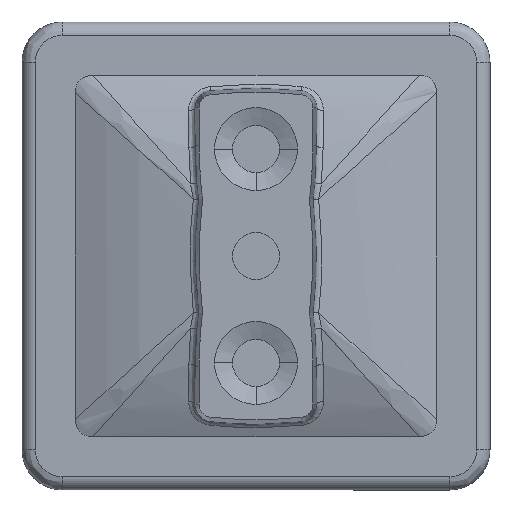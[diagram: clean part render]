
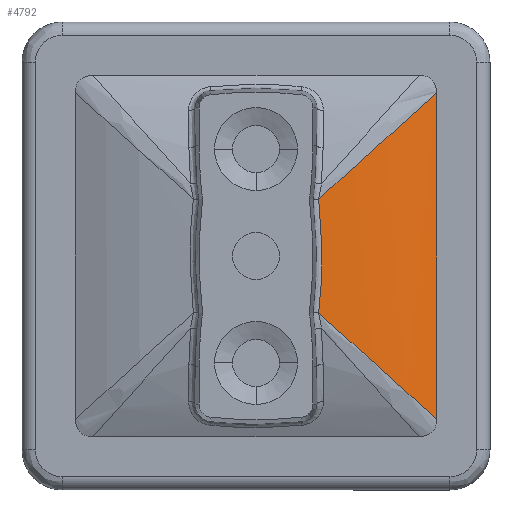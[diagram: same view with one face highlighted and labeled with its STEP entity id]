
A CAD part, front view. The second image highlights one B-rep face of the part: STEP entity #4792.
In plain terms, the highlighted cylindrical face has radius 30 mm (diameter 60 mm), a partial arc.
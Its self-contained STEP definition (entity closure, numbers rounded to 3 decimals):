
#28 = B_SPLINE_CURVE_WITH_KNOTS ( 'NONE', 3,
 ( #2313, #1121, #2725, #4412, #3707, #1319, #2482, #2925, #53, #83, #4069, #2055, #1292, #1264, #2028, #4862, #2140 ),
 .UNSPECIFIED., .F., .F.,
 ( 4, 2, 2, 1, 1, 1, 1, 1, 2, 2, 4 ),
 ( 0., 0.25, 0.375, 0.437, 0.469, 0.484, 0.492, 0.496, 0.498, 0.5, 1. ),
 .UNSPECIFIED. ) ;
#53 = CARTESIAN_POINT ( 'NONE',  ( 9.058, -1.73, -8.195 ) ) ;
#83 = CARTESIAN_POINT ( 'NONE',  ( 9.13, -1.709, -8.26 ) ) ;
#121 = CARTESIAN_POINT ( 'NONE',  ( 4.694, -2.694, 4.265 ) ) ;
#152 = CARTESIAN_POINT ( 'NONE',  ( 9.881, -1.471, 8.935 ) ) ;
#227 = CARTESIAN_POINT ( 'NONE',  ( 9.373, -1.634, 8.478 ) ) ;
#368 = CARTESIAN_POINT ( 'NONE',  ( 4.695, -2.694, -4.268 ) ) ;
#531 = EDGE_CURVE ( 'NONE', #2360, #3792, #1351, .T. ) ;
#559 = CARTESIAN_POINT ( 'NONE',  ( 4.693, -2.695, 4.262 ) ) ;
#592 = EDGE_CURVE ( 'NONE', #3792, #3795, #4160, .T. ) ;
#593 = CARTESIAN_POINT ( 'NONE',  ( 11.096, -1.04, 10.028 ) ) ;
#628 = DIRECTION ( 'NONE',  ( -1., 0., 0. ) ) ;
#630 = ORIENTED_EDGE ( 'NONE', *, *, #592, .T. ) ;
#776 = EDGE_CURVE ( 'NONE', #794, #2360, #1562, .T. ) ;
#794 = VERTEX_POINT ( 'NONE', #4901 ) ;
#852 = CYLINDRICAL_SURFACE ( 'NONE', #1789, 30. ) ;
#1107 = VERTEX_POINT ( 'NONE', #1211 ) ;
#1121 = CARTESIAN_POINT ( 'NONE',  ( 5.546, -2.572, -5.033 ) ) ;
#1179 = CARTESIAN_POINT ( 'NONE',  ( 4.694, -2.694, -4.265 ) ) ;
#1211 = CARTESIAN_POINT ( 'NONE',  ( 13.5, 0., -12.192 ) ) ;
#1264 = CARTESIAN_POINT ( 'NONE',  ( 9.196, -1.689, -8.318 ) ) ;
#1292 = CARTESIAN_POINT ( 'NONE',  ( 9.192, -1.69, -8.315 ) ) ;
#1319 = CARTESIAN_POINT ( 'NONE',  ( 8.362, -1.931, -7.568 ) ) ;
#1335 = CARTESIAN_POINT ( 'NONE',  ( 9.207, -1.685, 8.328 ) ) ;
#1351 = B_SPLINE_CURVE_WITH_KNOTS ( 'NONE', 3,
 ( #2590, #2201, #3398, #5048, #1457 ),
 .UNSPECIFIED., .F., .F.,
 ( 4, 1, 4 ),
 ( 0., 0.5, 1. ),
 .UNSPECIFIED. ) ;
#1358 = CARTESIAN_POINT ( 'NONE',  ( 13.5, 0., 12.192 ) ) ;
#1383 = CARTESIAN_POINT ( 'NONE',  ( 9.245, -1.674, 8.362 ) ) ;
#1385 = VERTEX_POINT ( 'NONE', #4430 ) ;
#1408 = VECTOR ( 'NONE', #4140, 1000. ) ;
#1409 = CARTESIAN_POINT ( 'NONE',  ( 9.287, -1.661, 8.401 ) ) ;
#1410 = CARTESIAN_POINT ( 'NONE',  ( 4.695, -2.694, -4.268 ) ) ;
#1422 = FACE_OUTER_BOUND ( 'NONE', #2298, .T. ) ;
#1457 = CARTESIAN_POINT ( 'NONE',  ( 4.692, -2.695, -4.258 ) ) ;
#1562 = B_SPLINE_CURVE_WITH_KNOTS ( 'NONE', 3,
 ( #3397, #121, #559, #3327 ),
 .UNSPECIFIED., .F., .F.,
 ( 4, 4 ),
 ( 0., 1. ),
 .UNSPECIFIED. ) ;
#1623 = ORIENTED_EDGE ( 'NONE', *, *, #531, .T. ) ;
#1663 = CARTESIAN_POINT ( 'NONE',  ( 4.692, -2.695, 4.258 ) ) ;
#1789 = AXIS2_PLACEMENT_3D ( 'NONE', #2463, #3663, #628 ) ;
#1833 = LINE ( 'NONE', #4958, #1408 ) ;
#2028 = CARTESIAN_POINT ( 'NONE',  ( 10.771, -1.207, -9.737 ) ) ;
#2055 = CARTESIAN_POINT ( 'NONE',  ( 9.181, -1.693, -8.306 ) ) ;
#2140 = CARTESIAN_POINT ( 'NONE',  ( 13.5, 0., -12.192 ) ) ;
#2179 = CARTESIAN_POINT ( 'NONE',  ( 12.17, -0.615, 10.995 ) ) ;
#2201 = CARTESIAN_POINT ( 'NONE',  ( 4.854, -2.671, 2.839 ) ) ;
#2206 = CARTESIAN_POINT ( 'NONE',  ( 9.543, -1.581, 8.631 ) ) ;
#2298 = EDGE_LOOP ( 'NONE', ( #3087, #4035, #1623, #630, #2570, #4672 ) ) ;
#2313 = CARTESIAN_POINT ( 'NONE',  ( 4.695, -2.694, -4.268 ) ) ;
#2317 = CARTESIAN_POINT ( 'NONE',  ( 4.692, -2.695, -4.258 ) ) ;
#2360 = VERTEX_POINT ( 'NONE', #1663 ) ;
#2463 = CARTESIAN_POINT ( 'NONE',  ( 0.423, 27., -6.75 ) ) ;
#2482 = CARTESIAN_POINT ( 'NONE',  ( 8.62, -1.859, -7.801 ) ) ;
#2570 = ORIENTED_EDGE ( 'NONE', *, *, #2840, .T. ) ;
#2590 = CARTESIAN_POINT ( 'NONE',  ( 4.692, -2.695, 4.258 ) ) ;
#2596 = CARTESIAN_POINT ( 'NONE',  ( 12.852, -0.314, 11.609 ) ) ;
#2725 = CARTESIAN_POINT ( 'NONE',  ( 6.346, -2.42, -5.754 ) ) ;
#2840 = EDGE_CURVE ( 'NONE', #3795, #1107, #28, .T. ) ;
#2925 = CARTESIAN_POINT ( 'NONE',  ( 8.914, -1.774, -8.065 ) ) ;
#2961 = CARTESIAN_POINT ( 'NONE',  ( 9.226, -1.679, 8.346 ) ) ;
#3087 = ORIENTED_EDGE ( 'NONE', *, *, #3091, .T. ) ;
#3091 = EDGE_CURVE ( 'NONE', #1385, #794, #4972, .T. ) ;
#3327 = CARTESIAN_POINT ( 'NONE',  ( 4.692, -2.695, 4.258 ) ) ;
#3333 = CARTESIAN_POINT ( 'NONE',  ( 10.729, -1.177, 9.698 ) ) ;
#3397 = CARTESIAN_POINT ( 'NONE',  ( 4.695, -2.694, 4.268 ) ) ;
#3398 = CARTESIAN_POINT ( 'NONE',  ( 5.016, -2.646, 0. ) ) ;
#3404 = CARTESIAN_POINT ( 'NONE',  ( 4.692, -2.695, -4.258 ) ) ;
#3550 = CARTESIAN_POINT ( 'NONE',  ( 4.693, -2.695, -4.262 ) ) ;
#3663 = DIRECTION ( 'NONE',  ( 0., 0., -1. ) ) ;
#3707 = CARTESIAN_POINT ( 'NONE',  ( 7.836, -2.072, -7.095 ) ) ;
#3718 = EDGE_CURVE ( 'NONE', #1107, #1385, #1833, .T. ) ;
#3768 = CARTESIAN_POINT ( 'NONE',  ( 4.695, -2.694, 4.268 ) ) ;
#3792 = VERTEX_POINT ( 'NONE', #3404 ) ;
#3793 = CARTESIAN_POINT ( 'NONE',  ( 6.396, -2.45, 5.798 ) ) ;
#3795 = VERTEX_POINT ( 'NONE', #1410 ) ;
#4035 = ORIENTED_EDGE ( 'NONE', *, *, #776, .T. ) ;
#4069 = CARTESIAN_POINT ( 'NONE',  ( 9.166, -1.698, -8.292 ) ) ;
#4140 = DIRECTION ( 'NONE',  ( 0., 0., 1. ) ) ;
#4160 = B_SPLINE_CURVE_WITH_KNOTS ( 'NONE', 3,
 ( #2317, #3550, #1179, #368 ),
 .UNSPECIFIED., .F., .F.,
 ( 4, 4 ),
 ( 0., 1. ),
 .UNSPECIFIED. ) ;
#4412 = CARTESIAN_POINT ( 'NONE',  ( 7.473, -2.162, -6.768 ) ) ;
#4430 = CARTESIAN_POINT ( 'NONE',  ( 13.5, 0., 12.192 ) ) ;
#4672 = ORIENTED_EDGE ( 'NONE', *, *, #3718, .T. ) ;
#4792 = ADVANCED_FACE ( 'NONE', ( #1422 ), #852, .T. ) ;
#4862 = CARTESIAN_POINT ( 'NONE',  ( 12.204, -0.628, -11.026 ) ) ;
#4901 = CARTESIAN_POINT ( 'NONE',  ( 4.695, -2.694, 4.268 ) ) ;
#4933 = CARTESIAN_POINT ( 'NONE',  ( 7.898, -2.086, 7.15 ) ) ;
#4958 = CARTESIAN_POINT ( 'NONE',  ( 13.5, 0., 0. ) ) ;
#4972 = B_SPLINE_CURVE_WITH_KNOTS ( 'NONE', 3,
 ( #1358, #2596, #2179, #593, #3333, #4982, #152, #2206, #227, #1409, #1383, #2961, #5032, #1335, #4933, #3793, #3768 ),
 .UNSPECIFIED., .F., .F.,
 ( 4, 2, 2, 1, 1, 1, 1, 1, 2, 2, 4 ),
 ( 0., 0.25, 0.375, 0.437, 0.469, 0.484, 0.492, 0.496, 0.498, 0.5, 1. ),
 .UNSPECIFIED. ) ;
#4982 = CARTESIAN_POINT ( 'NONE',  ( 10.166, -1.375, 9.191 ) ) ;
#5032 = CARTESIAN_POINT ( 'NONE',  ( 9.214, -1.683, 8.335 ) ) ;
#5048 = CARTESIAN_POINT ( 'NONE',  ( 4.854, -2.671, -2.839 ) ) ;
